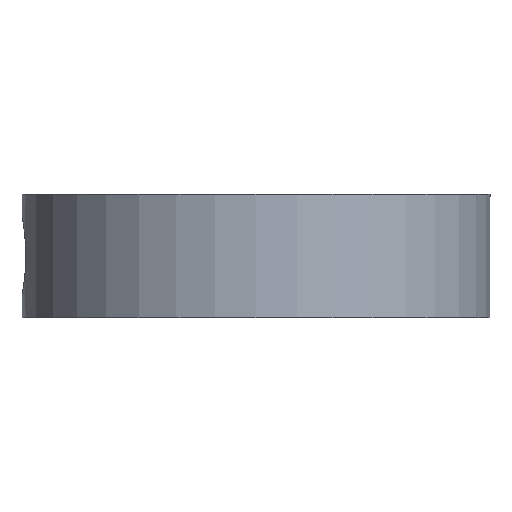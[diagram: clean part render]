
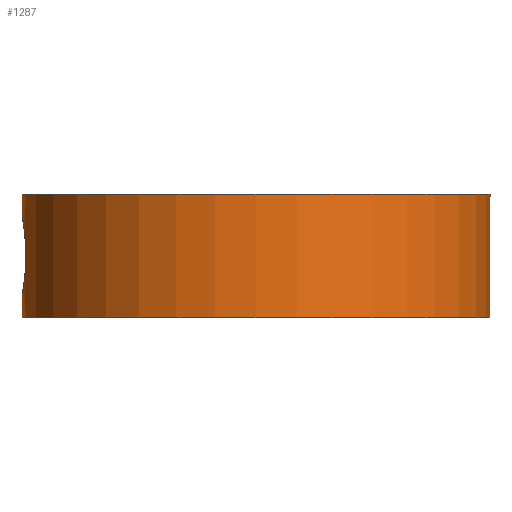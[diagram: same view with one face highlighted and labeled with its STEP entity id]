
A CAD part, left-side view. The second image highlights one B-rep face of the part: STEP entity #1287.
In plain terms, the highlighted cylindrical face has radius 9.5 mm (diameter 19 mm), a partial arc.
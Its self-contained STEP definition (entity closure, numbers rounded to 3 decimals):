
#344 = CARTESIAN_POINT ( 'NONE',  ( 0., -9.5, -2.5 ) ) ;
#527 = VECTOR ( 'NONE', #3325, 1000. ) ;
#536 = CARTESIAN_POINT ( 'NONE',  ( 0., 0., -2.5 ) ) ;
#686 = ORIENTED_EDGE ( 'NONE', *, *, #8108, .F. ) ;
#809 = DIRECTION ( 'NONE',  ( 0., 1., 0. ) ) ;
#971 = CARTESIAN_POINT ( 'NONE',  ( 0., 9.5, -1.605 ) ) ;
#1219 = EDGE_CURVE ( 'NONE', #5090, #8002, #8654, .T. ) ;
#1287 = ADVANCED_FACE ( 'NONE', ( #7404 ), #1697, .T. ) ;
#1389 = DIRECTION ( 'NONE',  ( 0., 0., 1. ) ) ;
#1557 = EDGE_CURVE ( 'NONE', #11730, #11143, #8050, .T. ) ;
#1603 = EDGE_CURVE ( 'NONE', #11143, #11906, #2804, .T. ) ;
#1697 = CYLINDRICAL_SURFACE ( 'NONE', #13121, 9.5 ) ;
#1830 = VERTEX_POINT ( 'NONE', #10596 ) ;
#2038 = LINE ( 'NONE', #3910, #8380 ) ;
#2089 = CARTESIAN_POINT ( 'NONE',  ( -0.843, 9.463, -1.393 ) ) ;
#2259 = CARTESIAN_POINT ( 'NONE',  ( -1.682, 9.35, -0.002 ) ) ;
#2314 = CARTESIAN_POINT ( 'NONE',  ( 0., -9.5, -2.5 ) ) ;
#2421 = CARTESIAN_POINT ( 'NONE',  ( 0., 9.5, -1.605 ) ) ;
#2604 = AXIS2_PLACEMENT_3D ( 'NONE', #3830, #2939, #809 ) ;
#2804 = B_SPLINE_CURVE_WITH_KNOTS ( 'NONE', 3,
 ( #11088, #8133, #7963, #3942, #3987, #4030, #11139, #2089, #9139, #3115, #12108, #971 ),
 .UNSPECIFIED., .F., .F.,
 ( 4, 2, 2, 2, 2, 4 ),
 ( 0.5, 0.562, 0.625, 0.656, 0.687, 0.75 ),
 .UNSPECIFIED. ) ;
#2939 = DIRECTION ( 'NONE',  ( 0., 0., -1. ) ) ;
#3115 = CARTESIAN_POINT ( 'NONE',  ( -0.441, 9.492, -1.563 ) ) ;
#3325 = DIRECTION ( 'NONE',  ( 0., 0., 1. ) ) ;
#3501 = DIRECTION ( 'NONE',  ( 0., -1., 0. ) ) ;
#3632 = CARTESIAN_POINT ( 'NONE',  ( 0., 0., -2.5 ) ) ;
#3650 = DIRECTION ( 'NONE',  ( 0., 1., 0. ) ) ;
#3693 = DIRECTION ( 'NONE',  ( 0., 0., -1. ) ) ;
#3830 = CARTESIAN_POINT ( 'NONE',  ( 0., 0., 2.5 ) ) ;
#3910 = CARTESIAN_POINT ( 'NONE',  ( 0., 9.5, -2.5 ) ) ;
#3942 = CARTESIAN_POINT ( 'NONE',  ( -1.469, 9.386, -0.809 ) ) ;
#3987 = CARTESIAN_POINT ( 'NONE',  ( -1.344, 9.406, -0.987 ) ) ;
#4030 = CARTESIAN_POINT ( 'NONE',  ( -1.112, 9.435, -1.209 ) ) ;
#4068 = VECTOR ( 'NONE', #1389, 1000. ) ;
#4392 = CARTESIAN_POINT ( 'NONE',  ( 0., 9.5, -2.5 ) ) ;
#4891 = DIRECTION ( 'NONE',  ( 0., 0., 1. ) ) ;
#5067 = EDGE_CURVE ( 'NONE', #1830, #11906, #6861, .T. ) ;
#5090 = VERTEX_POINT ( 'NONE', #2314 ) ;
#5395 = EDGE_LOOP ( 'NONE', ( #5823, #10608, #12158, #6739, #686, #6493, #8620 ) ) ;
#5823 = ORIENTED_EDGE ( 'NONE', *, *, #5067, .F. ) ;
#5898 = CARTESIAN_POINT ( 'NONE',  ( 0., -9.5, 2.5 ) ) ;
#5940 = CARTESIAN_POINT ( 'NONE',  ( -0.441, 9.492, 1.563 ) ) ;
#6132 = CARTESIAN_POINT ( 'NONE',  ( -1.638, 9.358, 0.421 ) ) ;
#6493 = ORIENTED_EDGE ( 'NONE', *, *, #1557, .T. ) ;
#6686 = DIRECTION ( 'NONE',  ( 0., 0., 1. ) ) ;
#6739 = ORIENTED_EDGE ( 'NONE', *, *, #10677, .T. ) ;
#6861 = LINE ( 'NONE', #4392, #527 ) ;
#7009 = CARTESIAN_POINT ( 'NONE',  ( -0.221, 9.5, 1.605 ) ) ;
#7404 = FACE_OUTER_BOUND ( 'NONE', #5395, .T. ) ;
#7492 = CARTESIAN_POINT ( 'NONE',  ( 0., 9.5, 2.5 ) ) ;
#7503 = CARTESIAN_POINT ( 'NONE',  ( 0., 9.5, 1.605 ) ) ;
#7936 = CARTESIAN_POINT ( 'NONE',  ( -1.034, 9.445, 1.283 ) ) ;
#7963 = CARTESIAN_POINT ( 'NONE',  ( -1.638, 9.358, -0.422 ) ) ;
#8002 = VERTEX_POINT ( 'NONE', #5898 ) ;
#8019 = CARTESIAN_POINT ( 'NONE',  ( -1.344, 9.406, 0.987 ) ) ;
#8050 = B_SPLINE_CURVE_WITH_KNOTS ( 'NONE', 3,
 ( #9954, #7009, #5940, #9016, #7936, #8019, #8150, #6132, #8299, #2259 ),
 .UNSPECIFIED., .F., .F.,
 ( 4, 2, 2, 2, 4 ),
 ( 0.25, 0.312, 0.375, 0.437, 0.5 ),
 .UNSPECIFIED. ) ;
#8108 = EDGE_CURVE ( 'NONE', #11730, #9572, #2038, .T. ) ;
#8133 = CARTESIAN_POINT ( 'NONE',  ( -1.682, 9.35, -0.211 ) ) ;
#8150 = CARTESIAN_POINT ( 'NONE',  ( -1.469, 9.386, 0.809 ) ) ;
#8299 = CARTESIAN_POINT ( 'NONE',  ( -1.683, 9.35, 0.207 ) ) ;
#8380 = VECTOR ( 'NONE', #4891, 1000. ) ;
#8432 = EDGE_CURVE ( 'NONE', #5090, #1830, #11037, .T. ) ;
#8620 = ORIENTED_EDGE ( 'NONE', *, *, #1603, .T. ) ;
#8654 = LINE ( 'NONE', #344, #4068 ) ;
#9016 = CARTESIAN_POINT ( 'NONE',  ( -0.847, 9.464, 1.402 ) ) ;
#9139 = CARTESIAN_POINT ( 'NONE',  ( -0.746, 9.471, -1.442 ) ) ;
#9201 = CARTESIAN_POINT ( 'NONE',  ( -1.682, 9.35, -0.002 ) ) ;
#9572 = VERTEX_POINT ( 'NONE', #7492 ) ;
#9954 = CARTESIAN_POINT ( 'NONE',  ( 0., 9.5, 1.605 ) ) ;
#10059 = CIRCLE ( 'NONE', #2604, 9.5 ) ;
#10596 = CARTESIAN_POINT ( 'NONE',  ( 0., 9.5, -2.5 ) ) ;
#10608 = ORIENTED_EDGE ( 'NONE', *, *, #8432, .F. ) ;
#10677 = EDGE_CURVE ( 'NONE', #8002, #9572, #10059, .T. ) ;
#11026 = AXIS2_PLACEMENT_3D ( 'NONE', #536, #3693, #3650 ) ;
#11037 = CIRCLE ( 'NONE', #11026, 9.5 ) ;
#11088 = CARTESIAN_POINT ( 'NONE',  ( -1.682, 9.35, -0.002 ) ) ;
#11139 = CARTESIAN_POINT ( 'NONE',  ( -1.026, 9.445, -1.276 ) ) ;
#11143 = VERTEX_POINT ( 'NONE', #9201 ) ;
#11730 = VERTEX_POINT ( 'NONE', #7503 ) ;
#11906 = VERTEX_POINT ( 'NONE', #2421 ) ;
#12108 = CARTESIAN_POINT ( 'NONE',  ( -0.222, 9.5, -1.605 ) ) ;
#12158 = ORIENTED_EDGE ( 'NONE', *, *, #1219, .T. ) ;
#13121 = AXIS2_PLACEMENT_3D ( 'NONE', #3632, #6686, #3501 ) ;
